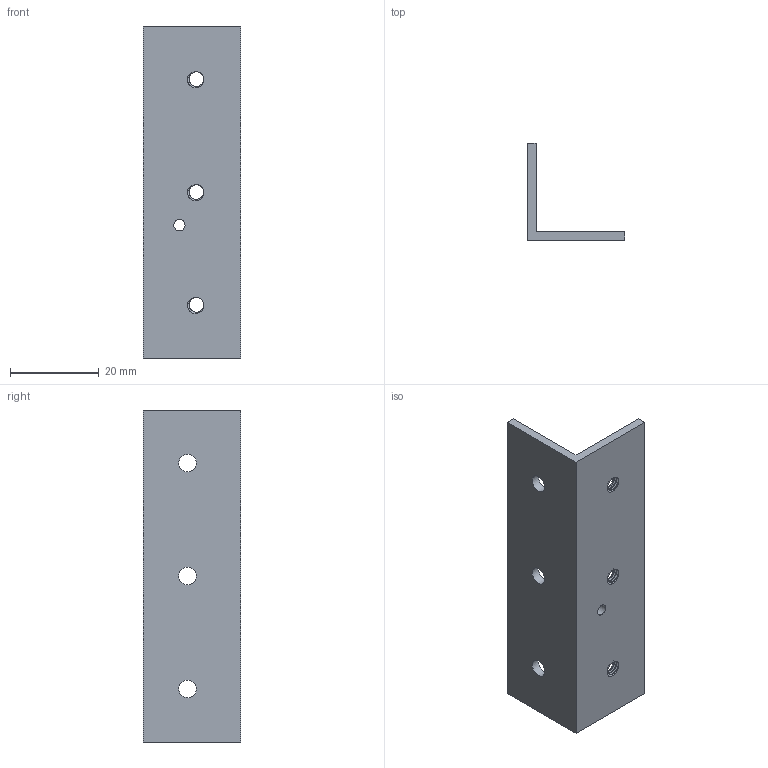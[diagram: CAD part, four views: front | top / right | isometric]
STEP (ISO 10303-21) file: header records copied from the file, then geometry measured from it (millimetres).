
FILE_DESCRIPTION(/* description */ (''),/* implementation_level */ '2;1');
FILE_NAME(/* name */ 'Heatsink v1.step',/* time_stamp */ '2022-10-08T14:33:07+01:00',/* author */ (''),/* organization */ (''),/* preprocessor_version */ 'ST-DEVELOPER v19',/* originating_system */ 'Autodesk Translation Framework v11.7.0.108',/* authorisation */ '');
FILE_SCHEMA (('AUTOMOTIVE_DESIGN { 1 0 10303 214 3 1 1 }'));
Length unit declared in the file: millimetre
Products named in the file (1): Heatsink
Bounding box: 22 x 22 x 75 mm (x, y, z)
Volume: 6151.6 mm3; surface area: 6824.6 mm2
Topology: 1 solids, 1 shells, 42 faces, 120 edges, 80 vertices
Faces by surface type: cylinder 28, plane 8, bspline 6
Full cylindrical faces by diameter (mm): 2.529 x1, 3.332 x6, 4 x3
Entity records: 3400 total; most frequent: CARTESIAN_POINT 2340, ORIENTED_EDGE 240, DIRECTION 160, EDGE_CURVE 120, VERTEX_POINT 80, AXIS2_PLACEMENT_3D 60, B_SPLINE_CURVE_WITH_KNOTS 57, EDGE_LOOP 56
